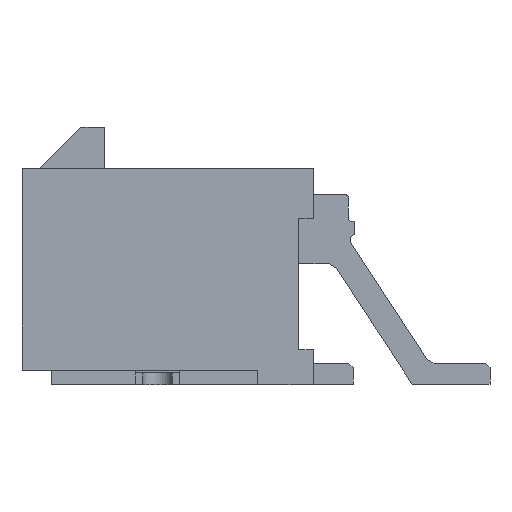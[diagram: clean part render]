
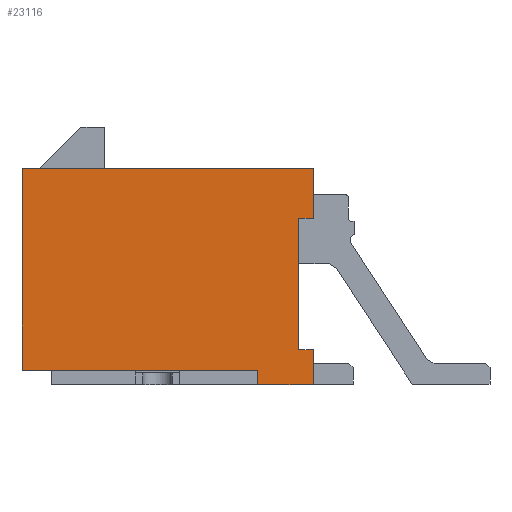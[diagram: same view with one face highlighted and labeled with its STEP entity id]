
A CAD part, left-side view. The second image highlights one B-rep face of the part: STEP entity #23116.
In plain terms, the highlighted face is planar.
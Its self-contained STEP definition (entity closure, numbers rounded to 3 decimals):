
#1616=ORIENTED_EDGE('',*,*,#6250,.T.);
#1617=ORIENTED_EDGE('',*,*,#5726,.F.);
#1618=ORIENTED_EDGE('',*,*,#6251,.T.);
#1619=ORIENTED_EDGE('',*,*,#6248,.T.);
#1620=ORIENTED_EDGE('',*,*,#6252,.T.);
#1621=ORIENTED_EDGE('',*,*,#6253,.T.);
#1622=ORIENTED_EDGE('',*,*,#5676,.F.);
#1623=ORIENTED_EDGE('',*,*,#5671,.T.);
#1624=ORIENTED_EDGE('',*,*,#6254,.T.);
#1625=ORIENTED_EDGE('',*,*,#6236,.F.);
#5671=EDGE_CURVE('',#8127,#8129,#9713,.T.);
#5676=EDGE_CURVE('',#8127,#8132,#9718,.T.);
#5726=EDGE_CURVE('',#8168,#8166,#9768,.T.);
#6236=EDGE_CURVE('',#8522,#8521,#10242,.T.);
#6248=EDGE_CURVE('',#8530,#8529,#10254,.T.);
#6250=EDGE_CURVE('',#8522,#8166,#10256,.T.);
#6251=EDGE_CURVE('',#8168,#8530,#10257,.T.);
#6252=EDGE_CURVE('',#8529,#8531,#10258,.T.);
#6253=EDGE_CURVE('',#8531,#8132,#10259,.T.);
#6254=EDGE_CURVE('',#8129,#8521,#10260,.T.);
#8127=VERTEX_POINT('',#30349);
#8129=VERTEX_POINT('',#30353);
#8132=VERTEX_POINT('',#30363);
#8166=VERTEX_POINT('',#30463);
#8168=VERTEX_POINT('',#30467);
#8521=VERTEX_POINT('',#31454);
#8522=VERTEX_POINT('',#31458);
#8529=VERTEX_POINT('',#31482);
#8530=VERTEX_POINT('',#31484);
#8531=VERTEX_POINT('',#31490);
#9713=LINE('',#30354,#11983);
#9718=LINE('',#30364,#11988);
#9768=LINE('',#30468,#12038);
#10242=LINE('',#31459,#12512);
#10254=LINE('',#31483,#12524);
#10256=LINE('',#31487,#12526);
#10257=LINE('',#31488,#12527);
#10258=LINE('',#31489,#12528);
#10259=LINE('',#31491,#12529);
#10260=LINE('',#31492,#12530);
#11983=VECTOR('',#25496,1000.);
#11988=VECTOR('',#25505,1000.);
#12038=VECTOR('',#25591,1000.);
#12512=VECTOR('',#26391,1000.);
#12524=VECTOR('',#26413,1000.);
#12526=VECTOR('',#26417,1000.);
#12527=VECTOR('',#26418,1000.);
#12528=VECTOR('',#26419,1000.);
#12529=VECTOR('',#26420,1000.);
#12530=VECTOR('',#26421,1000.);
#14036=EDGE_LOOP('',(#1616,#1617,#1618,#1619,#1620,#1621,#1622,#1623,#1624,
#1625));
#14986=FACE_BOUND('',#14036,.T.);
#15919=PLANE('',#24070);
#23116=ADVANCED_FACE('',(#14986),#15919,.T.);
#24070=AXIS2_PLACEMENT_3D('',#31486,#26415,#26416);
#25496=DIRECTION('',(0.,0.,-1.));
#25505=DIRECTION('',(-1.,0.,0.));
#25591=DIRECTION('',(0.,0.,1.));
#26391=DIRECTION('',(0.,0.,-1.));
#26413=DIRECTION('',(0.,0.,1.));
#26415=DIRECTION('',(0.,1.,0.));
#26416=DIRECTION('',(0.,0.,1.));
#26417=DIRECTION('',(-1.,0.,0.));
#26418=DIRECTION('',(-1.,0.,0.));
#26419=DIRECTION('',(1.,0.,0.));
#26420=DIRECTION('',(0.,0.,-1.));
#26421=DIRECTION('',(-1.,0.,0.));
#30349=CARTESIAN_POINT('',(3.93,13.85,-3.05));
#30353=CARTESIAN_POINT('',(3.93,13.85,-4.95));
#30354=CARTESIAN_POINT('',(3.93,13.85,-3.05));
#30363=CARTESIAN_POINT('',(3.43,13.85,-3.05));
#30364=CARTESIAN_POINT('',(3.93,13.85,-3.05));
#30463=CARTESIAN_POINT('',(-1.73,13.85,-4.45));
#30467=CARTESIAN_POINT('',(-1.73,13.85,-4.95));
#30468=CARTESIAN_POINT('',(-1.73,13.85,-4.95));
#31454=CARTESIAN_POINT('',(2.73,13.85,-4.95));
#31458=CARTESIAN_POINT('',(2.73,13.85,-4.45));
#31459=CARTESIAN_POINT('',(2.73,13.85,-4.45));
#31482=CARTESIAN_POINT('',(-3.43,13.85,4.95));
#31483=CARTESIAN_POINT('',(-3.43,13.85,-4.95));
#31484=CARTESIAN_POINT('',(-3.43,13.85,-4.95));
#31486=CARTESIAN_POINT('',(0.,13.85,0.));
#31487=CARTESIAN_POINT('',(-2.73,13.85,-4.45));
#31488=CARTESIAN_POINT('',(3.43,13.85,-4.95));
#31489=CARTESIAN_POINT('',(-3.43,13.85,4.95));
#31490=CARTESIAN_POINT('',(3.43,13.85,4.95));
#31491=CARTESIAN_POINT('',(3.43,13.85,4.95));
#31492=CARTESIAN_POINT('',(3.43,13.85,-4.95));
